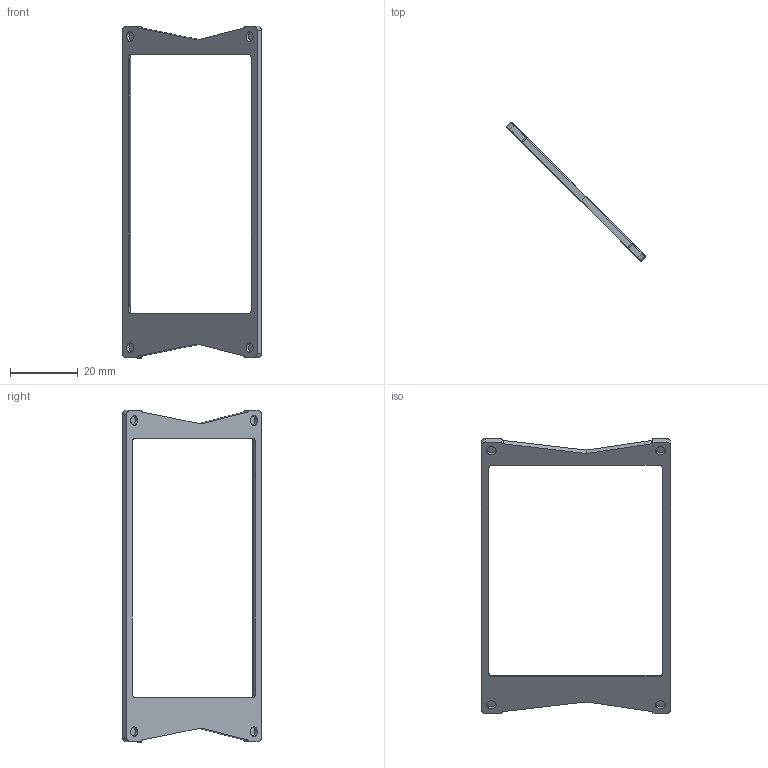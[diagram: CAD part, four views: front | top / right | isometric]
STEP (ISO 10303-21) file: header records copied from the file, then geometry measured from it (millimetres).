
FILE_DESCRIPTION(/* description */ ('Alibre Inc.'),/* implementation_level */ '2;1');
FILE_NAME(/* name */ 'export-531AEBD9-CC90-4FDB-A34C-800E42C6B345',/* time_stamp */ '2023-04-06T06:52:39-07:00',/* author */ (''),/* organization */ (''),/* preprocessor_version */ 'ST-DEVELOPER v17',/* originating_system */ 'Alibre',/* authorisation */ '');
FILE_SCHEMA (('CONFIG_CONTROL_DESIGN'));
Length unit declared in the file: millimetre
Bounding box: 40.93 x 40.93 x 98.11 mm (x, y, z)
Volume: 2191.7 mm3; surface area: 3637.4 mm2
Topology: 1 solids, 1 shells, 70 faces, 166 edges, 102 vertices
Faces by surface type: plane 42, cylinder 20, cone 8
Full cylindrical faces by diameter (mm): 2.9 x4
Entity records: 2141 total; most frequent: CARTESIAN_POINT 466, ORIENTED_EDGE 324, DIRECTION 304, EDGE_CURVE 162, AXIS2_PLACEMENT_3D 118, VECTOR 110, LINE 110, VERTEX_POINT 102
